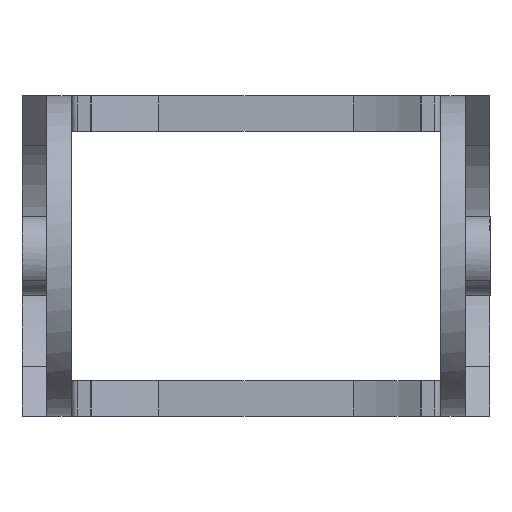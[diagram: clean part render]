
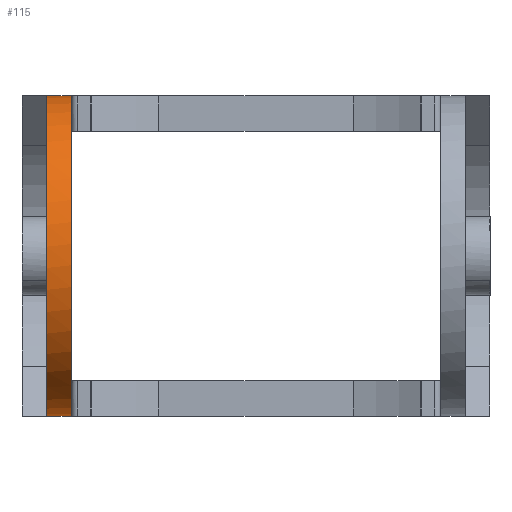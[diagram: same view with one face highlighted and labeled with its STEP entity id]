
A CAD part, left-side view. The second image highlights one B-rep face of the part: STEP entity #115.
In plain terms, the highlighted free-form (B-spline) face has degree [2, 1] with [5, 2] control points.
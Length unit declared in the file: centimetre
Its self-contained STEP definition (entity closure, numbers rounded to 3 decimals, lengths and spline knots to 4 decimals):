
#115=ADVANCED_FACE('',(#265),#5113,.T.);
#265=FACE_OUTER_BOUND('',#421,.T.);
#421=EDGE_LOOP('',(#923,#924,#925,#926));
#923=ORIENTED_EDGE('',*,*,#3830,.T.);
#924=ORIENTED_EDGE('',*,*,#3831,.T.);
#925=ORIENTED_EDGE('',*,*,#3832,.T.);
#926=ORIENTED_EDGE('',*,*,#3827,.F.);
#1472=(
BOUNDED_CURVE()
B_SPLINE_CURVE(1,(#7519,#7520),.UNSPECIFIED.,.F.,.F.)
B_SPLINE_CURVE_WITH_KNOTS((2,2),(0.,0.5),.UNSPECIFIED.)
CURVE()
GEOMETRIC_REPRESENTATION_ITEM()
RATIONAL_B_SPLINE_CURVE((1.,1.))
REPRESENTATION_ITEM('')
);
#1475=(
BOUNDED_CURVE()
B_SPLINE_CURVE(2,(#7533,#7534,#7535,#7536,#7537),.UNSPECIFIED.,.F.,.F.)
B_SPLINE_CURVE_WITH_KNOTS((3,2,3),(-60.9581,-55.853,
-50.7479),.UNSPECIFIED.)
CURVE()
GEOMETRIC_REPRESENTATION_ITEM()
RATIONAL_B_SPLINE_CURVE((1.,0.707,1.,0.707,1.))
REPRESENTATION_ITEM('')
);
#1476=(
BOUNDED_CURVE()
B_SPLINE_CURVE(1,(#7540,#7541),.UNSPECIFIED.,.F.,.F.)
B_SPLINE_CURVE_WITH_KNOTS((2,2),(0.,0.5),.UNSPECIFIED.)
CURVE()
GEOMETRIC_REPRESENTATION_ITEM()
RATIONAL_B_SPLINE_CURVE((1.,1.))
REPRESENTATION_ITEM('')
);
#1477=(
BOUNDED_CURVE()
B_SPLINE_CURVE(2,(#7544,#7545,#7546,#7547,#7548),.UNSPECIFIED.,.F.,.F.)
B_SPLINE_CURVE_WITH_KNOTS((3,2,3),(50.7479,55.853,60.9581),
 .UNSPECIFIED.)
CURVE()
GEOMETRIC_REPRESENTATION_ITEM()
RATIONAL_B_SPLINE_CURVE((1.,0.707,1.,0.707,1.))
REPRESENTATION_ITEM('')
);
#1485=(
BOUNDED_CURVE()
B_SPLINE_CURVE(2,(#7585,#7586,#7587,#7588,#7589),.UNSPECIFIED.,.F.,.F.)
B_SPLINE_CURVE_WITH_KNOTS((3,2,3),(-60.9581,-55.853,
-50.7479),.UNSPECIFIED.)
CURVE()
GEOMETRIC_REPRESENTATION_ITEM()
RATIONAL_B_SPLINE_CURVE((1.,0.707,1.,0.707,1.))
REPRESENTATION_ITEM('')
);
#1537=(
BOUNDED_CURVE()
B_SPLINE_CURVE(2,(#7883,#7884,#7885,#7886,#7887),.UNSPECIFIED.,.F.,.F.)
B_SPLINE_CURVE_WITH_KNOTS((3,2,3),(50.7479,55.853,60.9581),
 .UNSPECIFIED.)
CURVE()
GEOMETRIC_REPRESENTATION_ITEM()
RATIONAL_B_SPLINE_CURVE((1.,0.707,1.,0.707,1.))
REPRESENTATION_ITEM('')
);
#2071=PCURVE('',#5112,#2855);
#2074=PCURVE('',#5113,#2858);
#2075=PCURVE('',#5113,#2859);
#2076=PCURVE('',#5113,#2860);
#2077=PCURVE('',#5113,#2861);
#2081=PCURVE('',#5114,#2865);
#2085=PCURVE('',#5186,#2869);
#2156=PCURVE('',#5189,#2940);
#2855=DEFINITIONAL_REPRESENTATION('',(#4451),#9165);
#2858=DEFINITIONAL_REPRESENTATION('',(#4454),#9165);
#2859=DEFINITIONAL_REPRESENTATION('',(#4455),#9165);
#2860=DEFINITIONAL_REPRESENTATION('',(#4456),#9165);
#2861=DEFINITIONAL_REPRESENTATION('',(#4457),#9165);
#2865=DEFINITIONAL_REPRESENTATION('',(#4461),#9165);
#2869=DEFINITIONAL_REPRESENTATION('',(#1485),#9165);
#2940=DEFINITIONAL_REPRESENTATION('',(#1537),#9165);
#3435=SURFACE_CURVE('',#1472,(#2071,#2077),.PCURVE_S1.);
#3438=SURFACE_CURVE('',#1475,(#2074,#2085),.PCURVE_S1.);
#3439=SURFACE_CURVE('',#1476,(#2075,#2081),.PCURVE_S1.);
#3440=SURFACE_CURVE('',#1477,(#2076,#2156),.PCURVE_S1.);
#3827=EDGE_CURVE('',#4958,#4959,#3435,.T.);
#3830=EDGE_CURVE('',#4958,#4960,#3438,.T.);
#3831=EDGE_CURVE('',#4960,#4961,#3439,.T.);
#3832=EDGE_CURVE('',#4961,#4959,#3440,.T.);
#4451=B_SPLINE_CURVE_WITH_KNOTS('',1,(#7521,#7522),.UNSPECIFIED.,.F.,.F.,
(2,2),(0.,0.5),.UNSPECIFIED.);
#4454=B_SPLINE_CURVE_WITH_KNOTS('',1,(#7538,#7539),.UNSPECIFIED.,.F.,.F.,
(2,2),(-60.9581,-50.7479),.UNSPECIFIED.);
#4455=B_SPLINE_CURVE_WITH_KNOTS('',1,(#7542,#7543),.UNSPECIFIED.,.F.,.F.,
(2,2),(0.,0.5),.UNSPECIFIED.);
#4456=B_SPLINE_CURVE_WITH_KNOTS('',1,(#7549,#7550),.UNSPECIFIED.,.F.,.F.,
(2,2),(50.7479,60.9581),.UNSPECIFIED.);
#4457=B_SPLINE_CURVE_WITH_KNOTS('',1,(#7551,#7552),.UNSPECIFIED.,.F.,.F.,
(2,2),(0.,0.5),.UNSPECIFIED.);
#4461=B_SPLINE_CURVE_WITH_KNOTS('',1,(#7569,#7570),.UNSPECIFIED.,.F.,.F.,
(2,2),(0.,0.5),.UNSPECIFIED.);
#4958=VERTEX_POINT('',#7446);
#4959=VERTEX_POINT('',#7447);
#4960=VERTEX_POINT('',#7448);
#4961=VERTEX_POINT('',#7449);
#5112=(
BOUNDED_SURFACE()
B_SPLINE_SURFACE(2,1,((#7226,#7227),(#7228,#7229),(#7230,#7231)),
 .UNSPECIFIED.,.F.,.F.,.F.)
B_SPLINE_SURFACE_WITH_KNOTS((3,3),(2,2),(-68.0581,-60.9581),
(0.,0.5),.UNSPECIFIED.)
GEOMETRIC_REPRESENTATION_ITEM()
RATIONAL_B_SPLINE_SURFACE(((1.,1.),(1.,1.),(1.,1.)))
REPRESENTATION_ITEM('')
SURFACE()
);
#5113=(
BOUNDED_SURFACE()
B_SPLINE_SURFACE(2,1,((#7232,#7233),(#7234,#7235),(#7236,#7237),(#7238,
#7239),(#7240,#7241)),.UNSPECIFIED.,.F.,.F.,.F.)
B_SPLINE_SURFACE_WITH_KNOTS((3,2,3),(2,2),(-60.9581,-55.853,
-50.7479),(0.,0.5),.UNSPECIFIED.)
GEOMETRIC_REPRESENTATION_ITEM()
RATIONAL_B_SPLINE_SURFACE(((1.,1.),(0.707,0.707),
(1.,1.),(0.707,0.707),(1.,1.)))
REPRESENTATION_ITEM('')
SURFACE()
);
#5114=(
BOUNDED_SURFACE()
B_SPLINE_SURFACE(2,1,((#7242,#7243),(#7244,#7245),(#7246,#7247)),
 .UNSPECIFIED.,.F.,.F.,.F.)
B_SPLINE_SURFACE_WITH_KNOTS((3,3),(2,2),(-50.7479,-43.6479),
(0.,0.5),.UNSPECIFIED.)
GEOMETRIC_REPRESENTATION_ITEM()
RATIONAL_B_SPLINE_SURFACE(((1.,1.),(1.,1.),(1.,1.)))
REPRESENTATION_ITEM('')
SURFACE()
);
#5186=B_SPLINE_SURFACE_WITH_KNOTS('',1,1,((#7248,#7249),(#7250,#7251)),
 .UNSPECIFIED.,.F.,.F.,.F.,(2,2),(2,2),(-7.3125,0.8125),
(-4.95,12.05),.UNSPECIFIED.);
#5189=B_SPLINE_SURFACE_WITH_KNOTS('',1,1,((#7338,#7339),(#7340,#7341)),
 .UNSPECIFIED.,.F.,.F.,.F.,(2,2),(2,2),(-4.95,12.05),
(-7.3125,0.8125),.UNSPECIFIED.);
#7226=CARTESIAN_POINT('',(3.14,3.7501,-3.25));
#7227=CARTESIAN_POINT('',(3.14,4.2501,-3.25));
#7228=CARTESIAN_POINT('',(-0.41,3.7501,-3.25));
#7229=CARTESIAN_POINT('',(-0.41,4.2501,-3.25));
#7230=CARTESIAN_POINT('',(-3.96,3.7501,-3.25));
#7231=CARTESIAN_POINT('',(-3.96,4.2501,-3.25));
#7232=CARTESIAN_POINT('',(-3.96,3.7501,-3.25));
#7233=CARTESIAN_POINT('',(-3.96,4.2501,-3.25));
#7234=CARTESIAN_POINT('',(-7.21,3.7501,-3.25));
#7235=CARTESIAN_POINT('',(-7.21,4.2501,-3.25));
#7236=CARTESIAN_POINT('',(-7.21,3.7501,0.));
#7237=CARTESIAN_POINT('',(-7.21,4.2501,0.));
#7238=CARTESIAN_POINT('',(-7.21,3.7501,3.25));
#7239=CARTESIAN_POINT('',(-7.21,4.2501,3.25));
#7240=CARTESIAN_POINT('',(-3.96,3.7501,3.25));
#7241=CARTESIAN_POINT('',(-3.96,4.2501,3.25));
#7242=CARTESIAN_POINT('',(-3.96,3.7501,3.25));
#7243=CARTESIAN_POINT('',(-3.96,4.2501,3.25));
#7244=CARTESIAN_POINT('',(-0.41,3.7501,3.25));
#7245=CARTESIAN_POINT('',(-0.41,4.2501,3.25));
#7246=CARTESIAN_POINT('',(3.14,3.7501,3.25));
#7247=CARTESIAN_POINT('',(3.14,4.2501,3.25));
#7248=CARTESIAN_POINT('',(8.09,3.7501,-4.0625));
#7249=CARTESIAN_POINT('',(-8.91,3.7501,-4.0625));
#7250=CARTESIAN_POINT('',(8.09,3.7501,4.0625));
#7251=CARTESIAN_POINT('',(-8.91,3.7501,4.0625));
#7338=CARTESIAN_POINT('',(8.09,4.2501,-4.0625));
#7339=CARTESIAN_POINT('',(8.09,4.2501,4.0625));
#7340=CARTESIAN_POINT('',(-8.91,4.2501,-4.0625));
#7341=CARTESIAN_POINT('',(-8.91,4.2501,4.0625));
#7446=CARTESIAN_POINT('',(-3.96,3.7501,-3.25));
#7447=CARTESIAN_POINT('',(-3.96,4.2501,-3.25));
#7448=CARTESIAN_POINT('',(-3.96,3.7501,3.25));
#7449=CARTESIAN_POINT('',(-3.96,4.2501,3.25));
#7519=CARTESIAN_POINT('',(-3.96,3.7501,-3.25));
#7520=CARTESIAN_POINT('',(-3.96,4.2501,-3.25));
#7521=CARTESIAN_POINT('',(-60.958,0.));
#7522=CARTESIAN_POINT('',(-60.958,0.5));
#7533=CARTESIAN_POINT('',(-3.96,3.7501,-3.25));
#7534=CARTESIAN_POINT('',(-7.21,3.7501,-3.25));
#7535=CARTESIAN_POINT('',(-7.21,3.7501,0.));
#7536=CARTESIAN_POINT('',(-7.21,3.7501,3.25));
#7537=CARTESIAN_POINT('',(-3.96,3.7501,3.25));
#7538=CARTESIAN_POINT('',(-60.958,0.));
#7539=CARTESIAN_POINT('',(-50.748,0.));
#7540=CARTESIAN_POINT('',(-3.96,3.7501,3.25));
#7541=CARTESIAN_POINT('',(-3.96,4.2501,3.25));
#7542=CARTESIAN_POINT('',(-50.748,0.));
#7543=CARTESIAN_POINT('',(-50.748,0.5));
#7544=CARTESIAN_POINT('',(-3.96,4.2501,3.25));
#7545=CARTESIAN_POINT('',(-7.21,4.2501,3.25));
#7546=CARTESIAN_POINT('',(-7.21,4.2501,0.));
#7547=CARTESIAN_POINT('',(-7.21,4.2501,-3.25));
#7548=CARTESIAN_POINT('',(-3.96,4.2501,-3.25));
#7549=CARTESIAN_POINT('',(-50.748,0.5));
#7550=CARTESIAN_POINT('',(-60.958,0.5));
#7551=CARTESIAN_POINT('',(-60.958,0.));
#7552=CARTESIAN_POINT('',(-60.958,0.5));
#7569=CARTESIAN_POINT('',(-50.748,0.));
#7570=CARTESIAN_POINT('',(-50.748,0.5));
#7585=CARTESIAN_POINT('',(-6.5,7.1));
#7586=CARTESIAN_POINT('',(-6.5,10.35));
#7587=CARTESIAN_POINT('',(-3.25,10.35));
#7588=CARTESIAN_POINT('',(0.,10.35));
#7589=CARTESIAN_POINT('',(0.,7.1));
#7883=CARTESIAN_POINT('',(7.1,0.));
#7884=CARTESIAN_POINT('',(10.35,0.));
#7885=CARTESIAN_POINT('',(10.35,-3.25));
#7886=CARTESIAN_POINT('',(10.35,-6.5));
#7887=CARTESIAN_POINT('',(7.1,-6.5));
#9165=(
GEOMETRIC_REPRESENTATION_CONTEXT(2)
PARAMETRIC_REPRESENTATION_CONTEXT()
REPRESENTATION_CONTEXT('pspace','')
);
